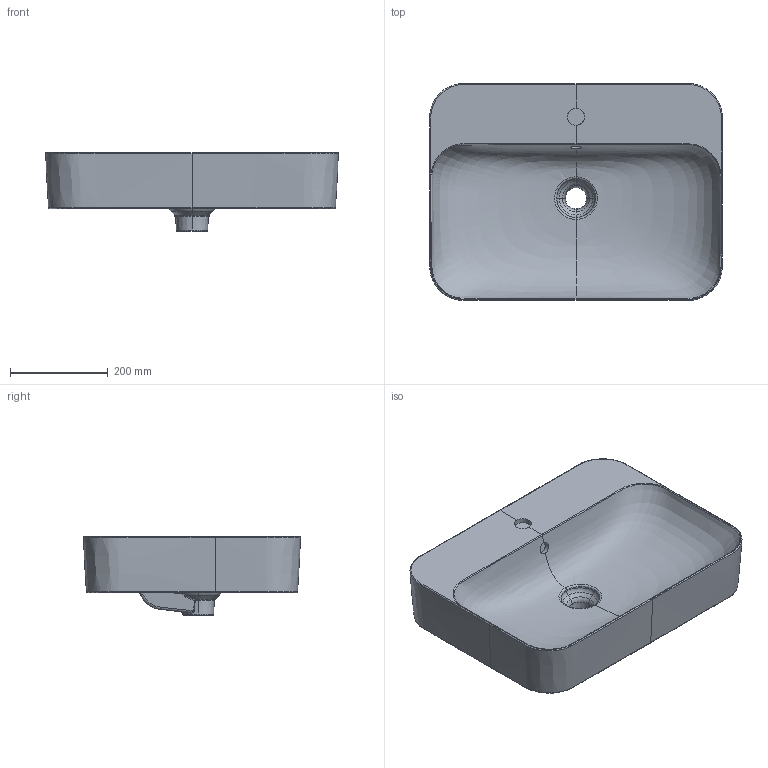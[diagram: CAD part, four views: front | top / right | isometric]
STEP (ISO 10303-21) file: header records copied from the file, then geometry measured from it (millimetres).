
FILE_DESCRIPTION(/* description */ (''),/* implementation_level */ '2;1');
FILE_NAME(/* name */ '414260_Sydney_AWT_.stp',/* time_stamp */ '2019-02-15T13:58:42+01:00',/* author */ (''),/* organization */ (''),/* preprocessor_version */ 'ST-DEVELOPER v16',/* originating_system */ 'SIEMENS PLM Software NX 10.0',/* authorisation */ '');
FILE_SCHEMA (('AUTOMOTIVE_DESIGN { 1 0 10303 214 3 1 1 1 }'));
Length unit declared in the file: millimetre
Products named in the file (1): math27F85B32yf71
Bounding box: 599.89 x 444.88 x 161.62 mm (x, y, z)
Volume: 17081555.2 mm3; surface area: 817072.2 mm2
Topology: 1 solids, 1 shells, 111 faces, 261 edges, 149 vertices
Faces by surface type: bspline 55, cone 20, torus 16, plane 12, cylinder 6, sphere 2
Full cylindrical faces by diameter (mm): 24 x1, 35 x1
Entity records: 12260 total; most frequent: CARTESIAN_POINT 10142, ORIENTED_EDGE 512, DIRECTION 347, EDGE_CURVE 256, AXIS2_PLACEMENT_3D 155, VERTEX_POINT 148, EDGE_LOOP 114, ADVANCED_FACE 111
